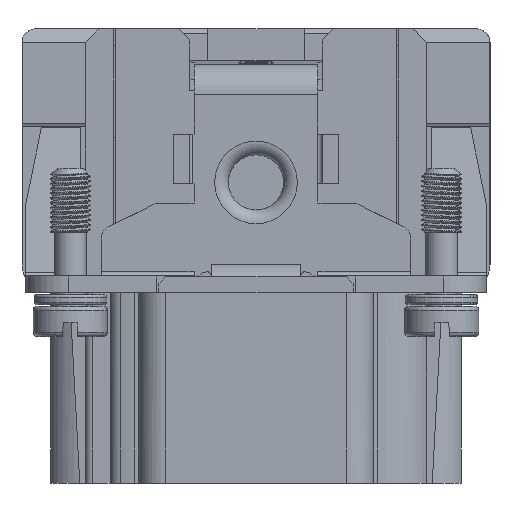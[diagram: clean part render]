
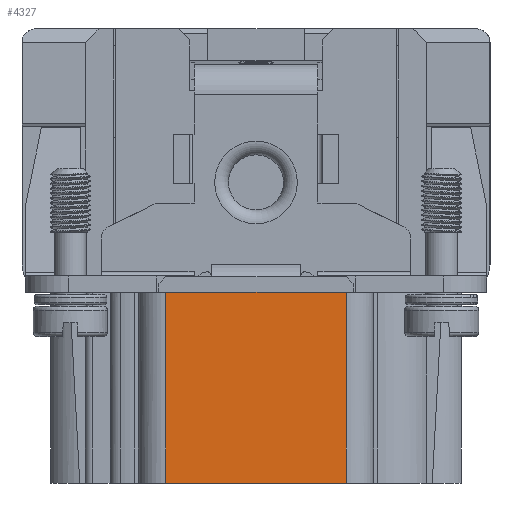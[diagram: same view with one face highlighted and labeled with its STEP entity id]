
A CAD part, left-side view. The second image highlights one B-rep face of the part: STEP entity #4327.
In plain terms, the highlighted planar face has unit normal (-1, 0, 0).
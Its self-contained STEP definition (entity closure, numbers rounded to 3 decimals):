
#4327=ADVANCED_FACE('',(#11551),#8561,.T.);
#8561=PLANE('',#90823);
#11551=FACE_OUTER_BOUND('',#15820,.T.);
#15820=EDGE_LOOP('',(#26929,#26930,#26931,#26932));
#26929=ORIENTED_EDGE('',*,*,#60891,.T.);
#26930=ORIENTED_EDGE('',*,*,#57894,.F.);
#26931=ORIENTED_EDGE('',*,*,#60889,.F.);
#26932=ORIENTED_EDGE('',*,*,#59689,.F.);
#49149=VERTEX_POINT('',#120894);
#49150=VERTEX_POINT('',#120896);
#50681=VERTEX_POINT('',#126494);
#50682=VERTEX_POINT('',#126496);
#57894=EDGE_CURVE('',#49149,#49150,#71159,.T.);
#59689=EDGE_CURVE('',#50681,#50682,#72408,.T.);
#60889=EDGE_CURVE('',#50682,#49149,#73296,.T.);
#60891=EDGE_CURVE('',#50681,#49150,#73297,.T.);
#71159=LINE('',#120895,#80367);
#72408=LINE('',#126495,#81616);
#73296=LINE('',#128898,#82504);
#73297=LINE('',#128901,#82505);
#80367=VECTOR('',#96946,1.);
#81616=VECTOR('',#99529,1.);
#82504=VECTOR('',#101687,1.);
#82505=VECTOR('',#101692,1.);
#90823=AXIS2_PLACEMENT_3D('',#128902,#101693,#101694);
#96946=DIRECTION('',(0.,-1.,0.));
#99529=DIRECTION('',(0.,1.,0.));
#101687=DIRECTION('',(0.,0.,1.));
#101692=DIRECTION('',(0.,0.,1.));
#101693=DIRECTION('',(-1.,0.,0.));
#101694=DIRECTION('',(0.,0.,-1.));
#120894=CARTESIAN_POINT('',(-42.25,6.55,16.55));
#120895=CARTESIAN_POINT('',(-42.25,0.,16.55));
#120896=CARTESIAN_POINT('',(-42.25,-6.55,16.55));
#126494=CARTESIAN_POINT('',(-42.25,-6.55,2.7));
#126495=CARTESIAN_POINT('',(-42.25,0.,2.7));
#126496=CARTESIAN_POINT('',(-42.25,6.55,2.7));
#128898=CARTESIAN_POINT('',(-42.25,6.55,2.9));
#128901=CARTESIAN_POINT('',(-42.25,-6.55,2.9));
#128902=CARTESIAN_POINT('',(-42.25,-8.55,2.7));
